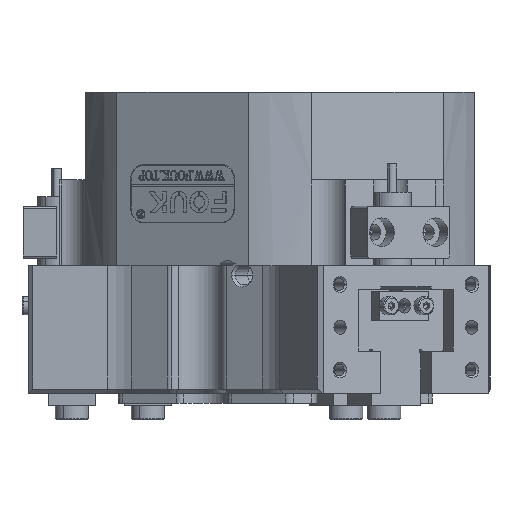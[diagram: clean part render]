
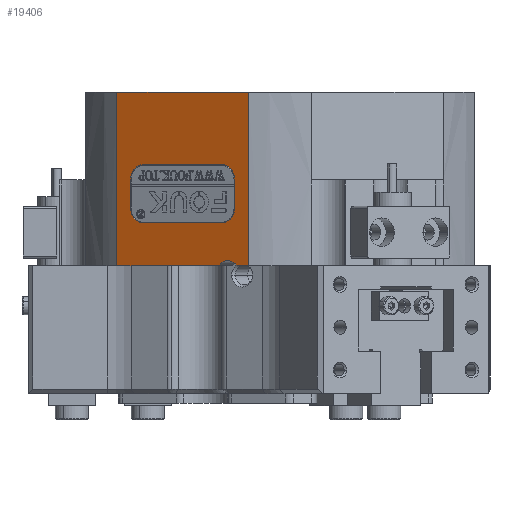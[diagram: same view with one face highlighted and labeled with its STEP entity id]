
A CAD part, front view. The second image highlights one B-rep face of the part: STEP entity #19406.
In plain terms, the highlighted planar face has unit normal (-0.5, -0.866, 0).
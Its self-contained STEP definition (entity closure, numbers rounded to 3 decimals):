
#15 = DIRECTION ( 'NONE',  ( -0.866, 0.5, 0. ) ) ;
#369 = CARTESIAN_POINT ( 'NONE',  ( -31.412, -29.207, 18.2 ) ) ;
#399 = EDGE_CURVE ( 'NONE', #23747, #39693, #24524, .T. ) ;
#425 = CARTESIAN_POINT ( 'NONE',  ( -6.694, -43.478, 0. ) ) ;
#644 = CARTESIAN_POINT ( 'NONE',  ( -34.329, -27.523, 0. ) ) ;
#673 = DIRECTION ( 'NONE',  ( -0.5, -0.866, 0. ) ) ;
#946 = AXIS2_PLACEMENT_3D ( 'NONE', #14736, #4077, #24903 ) ;
#1032 = DIRECTION ( 'NONE',  ( 0.866, -0.5, 0. ) ) ;
#1794 = EDGE_CURVE ( 'NONE', #26857, #1902, #11664, .T. ) ;
#1902 = VERTEX_POINT ( 'NONE', #2996 ) ;
#2490 = CARTESIAN_POINT ( 'NONE',  ( -6.694, -43.478, 0. ) ) ;
#2774 = FACE_OUTER_BOUND ( 'NONE', #40935, .T. ) ;
#2996 = CARTESIAN_POINT ( 'NONE',  ( -34.329, -27.523, 36.5 ) ) ;
#3736 = CIRCLE ( 'NONE', #41201, 3. ) ;
#4077 = DIRECTION ( 'NONE',  ( 0.5, 0.866, 0. ) ) ;
#4152 = VECTOR ( 'NONE', #25176, 1000. ) ;
#4246 = VERTEX_POINT ( 'NONE', #15222 ) ;
#5266 = AXIS2_PLACEMENT_3D ( 'NONE', #20022, #23545, #6558 ) ;
#6558 = DIRECTION ( 'NONE',  ( 0.866, -0.5, 0. ) ) ;
#7281 = CARTESIAN_POINT ( 'NONE',  ( -28.814, -30.707, 21.2 ) ) ;
#7678 = CARTESIAN_POINT ( 'NONE',  ( -12.186, -40.307, 21.2 ) ) ;
#8267 = DIRECTION ( 'NONE',  ( 0.866, -0.5, 0. ) ) ;
#8333 = CARTESIAN_POINT ( 'NONE',  ( -28.814, -30.707, 9. ) ) ;
#8460 = ORIENTED_EDGE ( 'NONE', *, *, #21066, .F. ) ;
#8464 = EDGE_CURVE ( 'NONE', #4246, #9123, #36185, .T. ) ;
#8650 = VERTEX_POINT ( 'NONE', #369 ) ;
#9123 = VERTEX_POINT ( 'NONE', #10012 ) ;
#9488 = CARTESIAN_POINT ( 'NONE',  ( -12.186, -40.307, 18.2 ) ) ;
#9933 = CARTESIAN_POINT ( 'NONE',  ( -34.329, -27.523, -27. ) ) ;
#10012 = CARTESIAN_POINT ( 'NONE',  ( -28.814, -30.707, 9. ) ) ;
#10522 = VECTOR ( 'NONE', #23079, 1000. ) ;
#10556 = VECTOR ( 'NONE', #38864, 1000. ) ;
#10710 = ORIENTED_EDGE ( 'NONE', *, *, #399, .F. ) ;
#10714 = CARTESIAN_POINT ( 'NONE',  ( -9.037, -42.125, 0. ) ) ;
#10800 = ORIENTED_EDGE ( 'NONE', *, *, #32496, .F. ) ;
#10933 = CARTESIAN_POINT ( 'NONE',  ( -12.91, -39.889, 0. ) ) ;
#11664 = LINE ( 'NONE', #15888, #18521 ) ;
#11875 = CARTESIAN_POINT ( 'NONE',  ( -31.412, -29.207, 18.2 ) ) ;
#13236 = VECTOR ( 'NONE', #15, 1000. ) ;
#13802 = DIRECTION ( 'NONE',  ( -0.866, 0.5, 0. ) ) ;
#13869 = CARTESIAN_POINT ( 'NONE',  ( -9.588, -41.807, 18.2 ) ) ;
#13918 = CARTESIAN_POINT ( 'NONE',  ( -6.671, -43.491, 0. ) ) ;
#14096 = VERTEX_POINT ( 'NONE', #13869 ) ;
#14736 = CARTESIAN_POINT ( 'NONE',  ( 2.105, -48.558, 50. ) ) ;
#14823 = VERTEX_POINT ( 'NONE', #13918 ) ;
#15222 = CARTESIAN_POINT ( 'NONE',  ( -31.412, -29.207, 12. ) ) ;
#15731 = CARTESIAN_POINT ( 'NONE',  ( -6.671, -43.491, 36.5 ) ) ;
#15888 = CARTESIAN_POINT ( 'NONE',  ( -20.5, -35.507, 36.5 ) ) ;
#15998 = ORIENTED_EDGE ( 'NONE', *, *, #30970, .F. ) ;
#16000 = DIRECTION ( 'NONE',  ( -0.866, 0.5, 0. ) ) ;
#16374 = ORIENTED_EDGE ( 'NONE', *, *, #17520, .F. ) ;
#17520 = EDGE_CURVE ( 'NONE', #8650, #4246, #18784, .T. ) ;
#18521 = VECTOR ( 'NONE', #22691, 1000. ) ;
#18784 = LINE ( 'NONE', #11875, #21974 ) ;
#19406 = ADVANCED_FACE ( 'NONE', ( #39779, #2774 ), #24612, .F. ) ;
#19511 = VECTOR ( 'NONE', #26469, 1000. ) ;
#20022 = CARTESIAN_POINT ( 'NONE',  ( -28.814, -30.707, 12. ) ) ;
#20514 = EDGE_CURVE ( 'NONE', #39143, #29568, #42827, .T. ) ;
#21066 = EDGE_CURVE ( 'NONE', #14096, #23747, #22724, .T. ) ;
#21646 = CARTESIAN_POINT ( 'NONE',  ( -12.186, -40.307, 9. ) ) ;
#21906 = ORIENTED_EDGE ( 'NONE', *, *, #20514, .F. ) ;
#21974 = VECTOR ( 'NONE', #38877, 1000. ) ;
#22691 = DIRECTION ( 'NONE',  ( -0.866, 0.5, 0. ) ) ;
#22724 = CIRCLE ( 'NONE', #24474, 3. ) ;
#22776 = ORIENTED_EDGE ( 'NONE', *, *, #39366, .T. ) ;
#22822 = AXIS2_PLACEMENT_3D ( 'NONE', #32063, #42075, #8267 ) ;
#23079 = DIRECTION ( 'NONE',  ( 0., 0., 1. ) ) ;
#23545 = DIRECTION ( 'NONE',  ( -0.5, -0.866, 0. ) ) ;
#23747 = VERTEX_POINT ( 'NONE', #7678 ) ;
#23872 = CARTESIAN_POINT ( 'NONE',  ( -28.814, -30.707, 21.2 ) ) ;
#24219 = LINE ( 'NONE', #43299, #10522 ) ;
#24474 = AXIS2_PLACEMENT_3D ( 'NONE', #9488, #33266, #16000 ) ;
#24499 = CARTESIAN_POINT ( 'NONE',  ( -9.588, -41.807, 12. ) ) ;
#24524 = LINE ( 'NONE', #7281, #27192 ) ;
#24612 = PLANE ( 'NONE',  #946 ) ;
#24706 = DIRECTION ( 'NONE',  ( -0.5, -0.866, 0. ) ) ;
#24903 = DIRECTION ( 'NONE',  ( -0.866, 0.5, 0. ) ) ;
#25176 = DIRECTION ( 'NONE',  ( 0.866, -0.5, 0. ) ) ;
#26207 = ORIENTED_EDGE ( 'NONE', *, *, #43741, .F. ) ;
#26283 = VERTEX_POINT ( 'NONE', #644 ) ;
#26469 = DIRECTION ( 'NONE',  ( 0., 0., -1. ) ) ;
#26857 = VERTEX_POINT ( 'NONE', #15731 ) ;
#27192 = VECTOR ( 'NONE', #13802, 1000. ) ;
#27956 = LINE ( 'NONE', #39008, #10556 ) ;
#28011 = EDGE_CURVE ( 'NONE', #38942, #26283, #37627, .T. ) ;
#28663 = VECTOR ( 'NONE', #36049, 1000. ) ;
#29023 = LINE ( 'NONE', #9933, #19511 ) ;
#29568 = VERTEX_POINT ( 'NONE', #24499 ) ;
#29602 = AXIS2_PLACEMENT_3D ( 'NONE', #41172, #673, #31164 ) ;
#30355 = EDGE_CURVE ( 'NONE', #34137, #38942, #42871, .T. ) ;
#30919 = EDGE_LOOP ( 'NONE', ( #10710, #8460, #26207, #21906, #10800, #43732, #16374, #15998 ) ) ;
#30970 = EDGE_CURVE ( 'NONE', #39693, #8650, #3736, .T. ) ;
#31042 = ORIENTED_EDGE ( 'NONE', *, *, #1794, .T. ) ;
#31146 = ORIENTED_EDGE ( 'NONE', *, *, #43250, .F. ) ;
#31164 = DIRECTION ( 'NONE',  ( 0.866, -0.5, 0. ) ) ;
#32063 = CARTESIAN_POINT ( 'NONE',  ( -12.186, -40.307, 12. ) ) ;
#32265 = LINE ( 'NONE', #425, #13236 ) ;
#32496 = EDGE_CURVE ( 'NONE', #9123, #39143, #40105, .T. ) ;
#33013 = ORIENTED_EDGE ( 'NONE', *, *, #30355, .F. ) ;
#33266 = DIRECTION ( 'NONE',  ( -0.5, -0.866, 0. ) ) ;
#33767 = ORIENTED_EDGE ( 'NONE', *, *, #39362, .T. ) ;
#34137 = VERTEX_POINT ( 'NONE', #10714 ) ;
#36049 = DIRECTION ( 'NONE',  ( -0.866, 0.5, 0. ) ) ;
#36185 = CIRCLE ( 'NONE', #5266, 3. ) ;
#37627 = LINE ( 'NONE', #2490, #28663 ) ;
#38195 = CARTESIAN_POINT ( 'NONE',  ( -28.814, -30.707, 18.2 ) ) ;
#38864 = DIRECTION ( 'NONE',  ( 0., 0., 1. ) ) ;
#38877 = DIRECTION ( 'NONE',  ( 0., 0., -1. ) ) ;
#38942 = VERTEX_POINT ( 'NONE', #10933 ) ;
#39008 = CARTESIAN_POINT ( 'NONE',  ( -9.588, -41.807, 18.2 ) ) ;
#39143 = VERTEX_POINT ( 'NONE', #21646 ) ;
#39362 = EDGE_CURVE ( 'NONE', #14823, #26857, #24219, .T. ) ;
#39366 = EDGE_CURVE ( 'NONE', #1902, #26283, #29023, .T. ) ;
#39601 = ORIENTED_EDGE ( 'NONE', *, *, #28011, .F. ) ;
#39693 = VERTEX_POINT ( 'NONE', #23872 ) ;
#39779 = FACE_BOUND ( 'NONE', #30919, .T. ) ;
#40105 = LINE ( 'NONE', #8333, #4152 ) ;
#40935 = EDGE_LOOP ( 'NONE', ( #39601, #33013, #31146, #33767, #31042, #22776 ) ) ;
#41172 = CARTESIAN_POINT ( 'NONE',  ( -10.974, -41.007, -2. ) ) ;
#41201 = AXIS2_PLACEMENT_3D ( 'NONE', #38195, #24706, #1032 ) ;
#42075 = DIRECTION ( 'NONE',  ( -0.5, -0.866, 0. ) ) ;
#42827 = CIRCLE ( 'NONE', #22822, 3. ) ;
#42871 = CIRCLE ( 'NONE', #29602, 3. ) ;
#43250 = EDGE_CURVE ( 'NONE', #14823, #34137, #32265, .T. ) ;
#43299 = CARTESIAN_POINT ( 'NONE',  ( -6.671, -43.491, -27. ) ) ;
#43732 = ORIENTED_EDGE ( 'NONE', *, *, #8464, .F. ) ;
#43741 = EDGE_CURVE ( 'NONE', #29568, #14096, #27956, .T. ) ;
